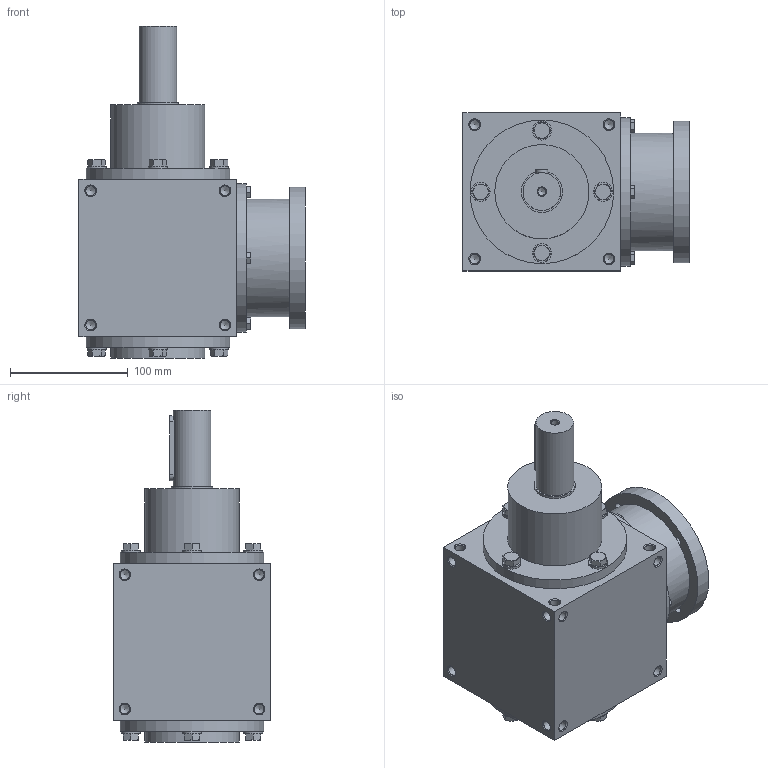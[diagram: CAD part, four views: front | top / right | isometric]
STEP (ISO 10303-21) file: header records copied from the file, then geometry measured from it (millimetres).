
FILE_DESCRIPTION( ( 'STEP AP214' ), '1' );
FILE_NAME( 'MRZ134_MS32_R.1_1.5_80_B14.stp', '2018-08-15T14:30:17', ( '' ), ( '' ), ' ', 'PARTsolutions', ' ' );
FILE_SCHEMA( ( 'AUTOMOTIVE_DESIGN { 1 0 10303 214 1 1 1 1 }' ) );
Length unit declared in the file: millimetre
Products named in the file (6): MRZ134_MS32_R.1/1.5_80/B14; _MRZ134320-case; _MRX134_6-flange; _134-fl_screw; _RC_RR134-screw; _RR134-shaft
Assembly tree (15 placements, depth 2):
  MRZ134_MS32_R.1/1.5_80/B14
    _MRZ134320-case
    _MRX134_6-flange
    _134-fl_screw  x4
    _RC_RR134-screw  x8
    _RR134-shaft
Bounding box: 192 x 134 x 282 mm (x, y, z)
Volume: 3465278.8 mm3; surface area: 230630.9 mm2
Topology: 15 solids, 15 shells, 333 faces, 832 edges, 513 vertices
Faces by surface type: plane 135, cone 122, cylinder 76
Full cylindrical faces by diameter (mm): 6.647 x1, 7 x4, 8.376 x48, 16 x8, 32 x1, 35 x2, 40 x1, 80 x3, 100 x1, 120 x1, 122 x2, 126 x1
Entity records: 6470 total; most frequent: CARTESIAN_POINT 966, DIRECTION 908, ORIENTED_EDGE 624, AXIS2_PLACEMENT_3D 427, EDGE_LOOP 312, EDGE_CURVE 312, VERTEX_POINT 261, FACE_OUTER_BOUND 245
